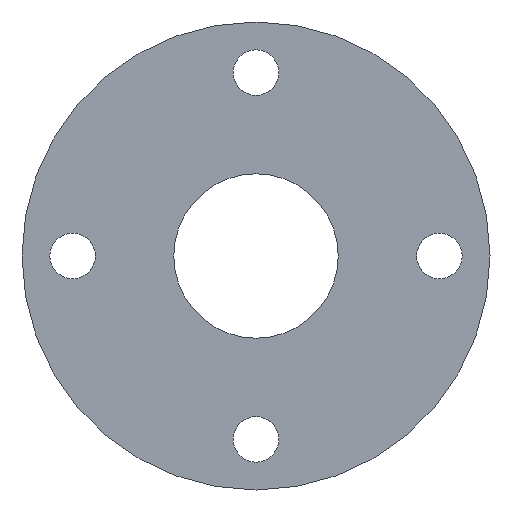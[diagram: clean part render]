
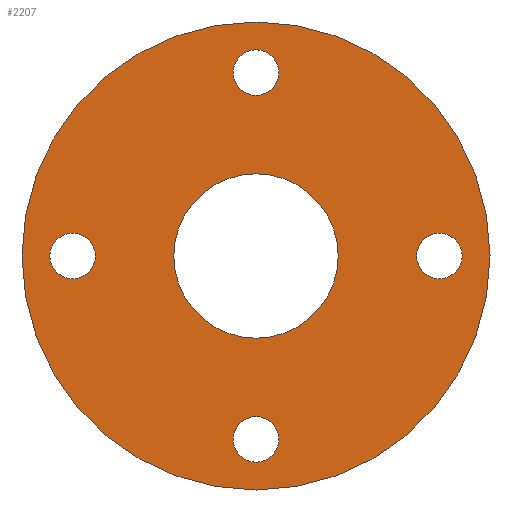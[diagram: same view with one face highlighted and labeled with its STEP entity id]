
A CAD part, left-side view. The second image highlights one B-rep face of the part: STEP entity #2207.
In plain terms, the highlighted planar face has unit normal (-1, 0, 0).
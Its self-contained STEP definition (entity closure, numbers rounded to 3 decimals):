
#70=PLANE('',#2422);
#109=FACE_BOUND('',#693,.T.);
#110=FACE_BOUND('',#694,.T.);
#111=FACE_BOUND('',#695,.T.);
#112=FACE_BOUND('',#696,.T.);
#113=FACE_BOUND('',#697,.T.);
#558=FACE_OUTER_BOUND('',#692,.T.);
#692=EDGE_LOOP('',(#1933));
#693=EDGE_LOOP('',(#1934));
#694=EDGE_LOOP('',(#1935));
#695=EDGE_LOOP('',(#1936));
#696=EDGE_LOOP('',(#1937));
#697=EDGE_LOOP('',(#1938));
#726=CIRCLE('',#2229,9.);
#728=CIRCLE('',#2232,9.);
#730=CIRCLE('',#2235,9.);
#732=CIRCLE('',#2238,9.);
#816=CIRCLE('',#2421,32.5);
#817=CIRCLE('',#2423,92.5);
#870=VERTEX_POINT('',#3062);
#872=VERTEX_POINT('',#3067);
#874=VERTEX_POINT('',#3072);
#876=VERTEX_POINT('',#3077);
#1062=VERTEX_POINT('',#3806);
#1063=VERTEX_POINT('',#3809);
#1082=EDGE_CURVE('',#870,#870,#726,.T.);
#1084=EDGE_CURVE('',#872,#872,#728,.T.);
#1086=EDGE_CURVE('',#874,#874,#730,.T.);
#1088=EDGE_CURVE('',#876,#876,#732,.T.);
#1360=EDGE_CURVE('',#1062,#1062,#816,.T.);
#1361=EDGE_CURVE('',#1063,#1063,#817,.T.);
#1933=ORIENTED_EDGE('',*,*,#1361,.F.);
#1934=ORIENTED_EDGE('',*,*,#1082,.T.);
#1935=ORIENTED_EDGE('',*,*,#1084,.T.);
#1936=ORIENTED_EDGE('',*,*,#1086,.T.);
#1937=ORIENTED_EDGE('',*,*,#1088,.T.);
#1938=ORIENTED_EDGE('',*,*,#1360,.T.);
#2207=ADVANCED_FACE('',(#558,#109,#110,#111,#112,#113),#70,.T.);
#2229=AXIS2_PLACEMENT_3D('',#3063,#2462,#2463);
#2232=AXIS2_PLACEMENT_3D('',#3068,#2468,#2469);
#2235=AXIS2_PLACEMENT_3D('',#3073,#2474,#2475);
#2238=AXIS2_PLACEMENT_3D('',#3078,#2480,#2481);
#2421=AXIS2_PLACEMENT_3D('',#3807,#2990,#2991);
#2422=AXIS2_PLACEMENT_3D('',#3808,#2992,#2993);
#2423=AXIS2_PLACEMENT_3D('',#3810,#2994,#2995);
#2462=DIRECTION('center_axis',(1.,0.,0.));
#2463=DIRECTION('ref_axis',(0.,-1.,0.));
#2468=DIRECTION('center_axis',(1.,0.,0.));
#2469=DIRECTION('ref_axis',(0.,0.,1.));
#2474=DIRECTION('center_axis',(1.,0.,0.));
#2475=DIRECTION('ref_axis',(0.,1.,0.));
#2480=DIRECTION('center_axis',(1.,0.,0.));
#2481=DIRECTION('ref_axis',(0.,0.,-1.));
#2990=DIRECTION('center_axis',(1.,0.,0.));
#2991=DIRECTION('ref_axis',(0.,0.,-1.));
#2992=DIRECTION('center_axis',(-1.,0.,0.));
#2993=DIRECTION('ref_axis',(0.,0.,1.));
#2994=DIRECTION('center_axis',(1.,0.,0.));
#2995=DIRECTION('ref_axis',(0.,0.,-1.));
#3062=CARTESIAN_POINT('',(0.,9.,-72.5));
#3063=CARTESIAN_POINT('Origin',(0.,0.,-72.5));
#3067=CARTESIAN_POINT('',(0.,-72.5,-9.));
#3068=CARTESIAN_POINT('Origin',(0.,-72.5,0.));
#3072=CARTESIAN_POINT('',(0.,-9.,72.5));
#3073=CARTESIAN_POINT('Origin',(0.,0.,72.5));
#3077=CARTESIAN_POINT('',(0.,72.5,9.));
#3078=CARTESIAN_POINT('Origin',(0.,72.5,0.));
#3806=CARTESIAN_POINT('',(0.,32.5,0.));
#3807=CARTESIAN_POINT('Origin',(0.,0.,0.));
#3808=CARTESIAN_POINT('Origin',(0.,92.5,0.));
#3809=CARTESIAN_POINT('',(0.,92.5,0.));
#3810=CARTESIAN_POINT('Origin',(0.,0.,0.));
